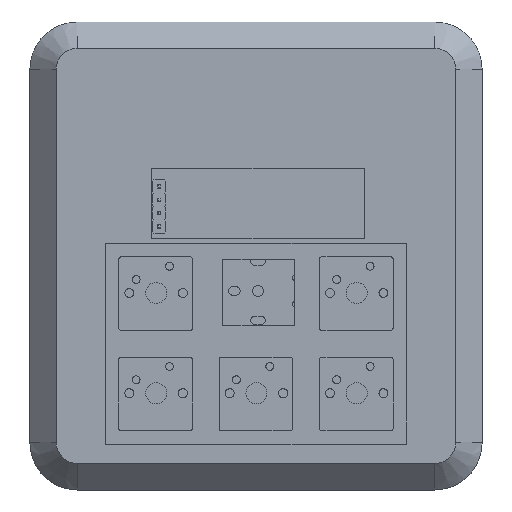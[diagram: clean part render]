
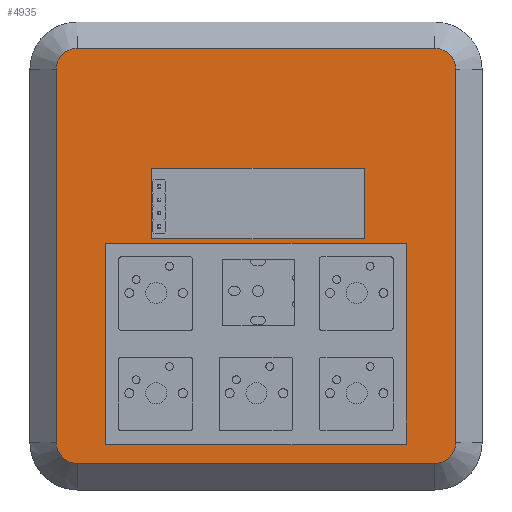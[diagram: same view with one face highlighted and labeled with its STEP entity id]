
A CAD part, top view. The second image highlights one B-rep face of the part: STEP entity #4935.
In plain terms, the highlighted planar face has unit normal (0, 0, 1).
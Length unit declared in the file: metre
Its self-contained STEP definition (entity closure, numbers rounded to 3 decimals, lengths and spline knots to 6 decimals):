
#300=LINE('',#7649,#780);
#303=LINE('',#7655,#783);
#305=LINE('',#7659,#785);
#306=LINE('',#7661,#786);
#308=LINE('',#7665,#788);
#310=LINE('',#7669,#790);
#312=LINE('',#7673,#792);
#314=LINE('',#7677,#794);
#322=LINE('',#7693,#802);
#323=LINE('',#7698,#803);
#324=LINE('',#7702,#804);
#325=LINE('',#7706,#805);
#780=VECTOR('',#6225,1.);
#783=VECTOR('',#6230,1.);
#785=VECTOR('',#6234,1.);
#786=VECTOR('',#6237,1.);
#788=VECTOR('',#6241,1.);
#790=VECTOR('',#6245,1.);
#792=VECTOR('',#6249,1.);
#794=VECTOR('',#6253,1.);
#802=VECTOR('',#6273,1.);
#803=VECTOR('',#6276,1.);
#804=VECTOR('',#6279,1.);
#805=VECTOR('',#6282,1.);
#1556=ORIENTED_EDGE('',*,*,#2670,.T.);
#1557=ORIENTED_EDGE('',*,*,#2671,.T.);
#1558=ORIENTED_EDGE('',*,*,#2672,.T.);
#1559=ORIENTED_EDGE('',*,*,#2673,.T.);
#1560=ORIENTED_EDGE('',*,*,#2674,.T.);
#1561=ORIENTED_EDGE('',*,*,#2675,.T.);
#1562=ORIENTED_EDGE('',*,*,#2676,.T.);
#1563=ORIENTED_EDGE('',*,*,#2677,.T.);
#1564=ORIENTED_EDGE('',*,*,#2658,.F.);
#1565=ORIENTED_EDGE('',*,*,#2656,.T.);
#1566=ORIENTED_EDGE('',*,*,#2662,.T.);
#1567=ORIENTED_EDGE('',*,*,#2660,.F.);
#1568=ORIENTED_EDGE('',*,*,#2653,.F.);
#1569=ORIENTED_EDGE('',*,*,#2654,.T.);
#1570=ORIENTED_EDGE('',*,*,#2648,.T.);
#1571=ORIENTED_EDGE('',*,*,#2651,.F.);
#2648=EDGE_CURVE('',#3249,#3248,#300,.T.);
#2651=EDGE_CURVE('',#3250,#3248,#303,.T.);
#2653=EDGE_CURVE('',#3251,#3250,#305,.T.);
#2654=EDGE_CURVE('',#3251,#3249,#306,.T.);
#2656=EDGE_CURVE('',#3253,#3252,#308,.T.);
#2658=EDGE_CURVE('',#3253,#3254,#310,.T.);
#2660=EDGE_CURVE('',#3254,#3255,#312,.T.);
#2662=EDGE_CURVE('',#3252,#3255,#314,.T.);
#2670=EDGE_CURVE('',#3258,#3259,#322,.T.);
#2671=EDGE_CURVE('',#3259,#3260,#3624,.T.);
#2672=EDGE_CURVE('',#3260,#3261,#323,.T.);
#2673=EDGE_CURVE('',#3261,#3262,#3625,.T.);
#2674=EDGE_CURVE('',#3262,#3263,#324,.T.);
#2675=EDGE_CURVE('',#3263,#3264,#3626,.T.);
#2676=EDGE_CURVE('',#3264,#3265,#325,.T.);
#2677=EDGE_CURVE('',#3265,#3258,#3627,.T.);
#3248=VERTEX_POINT('',#7648);
#3249=VERTEX_POINT('',#7650);
#3250=VERTEX_POINT('',#7654);
#3251=VERTEX_POINT('',#7658);
#3252=VERTEX_POINT('',#7664);
#3253=VERTEX_POINT('',#7666);
#3254=VERTEX_POINT('',#7670);
#3255=VERTEX_POINT('',#7674);
#3258=VERTEX_POINT('',#7694);
#3259=VERTEX_POINT('',#7695);
#3260=VERTEX_POINT('',#7697);
#3261=VERTEX_POINT('',#7699);
#3262=VERTEX_POINT('',#7701);
#3263=VERTEX_POINT('',#7703);
#3264=VERTEX_POINT('',#7705);
#3265=VERTEX_POINT('',#7707);
#3624=CIRCLE('',#5493,0.004);
#3625=CIRCLE('',#5494,0.004);
#3626=CIRCLE('',#5495,0.004);
#3627=CIRCLE('',#5496,0.004);
#3851=EDGE_LOOP('',(#1556,#1557,#1558,#1559,#1560,#1561,#1562,#1563));
#3852=EDGE_LOOP('',(#1564,#1565,#1566,#1567));
#3853=EDGE_LOOP('',(#1568,#1569,#1570,#1571));
#4313=FACE_BOUND('',#3851,.T.);
#4314=FACE_BOUND('',#3852,.T.);
#4315=FACE_BOUND('',#3853,.T.);
#4731=PLANE('',#5492);
#4935=ADVANCED_FACE('',(#4313,#4314,#4315),#4731,.T.);
#5492=AXIS2_PLACEMENT_3D('',#7692,#6271,#6272);
#5493=AXIS2_PLACEMENT_3D('',#7696,#6274,#6275);
#5494=AXIS2_PLACEMENT_3D('',#7700,#6277,#6278);
#5495=AXIS2_PLACEMENT_3D('',#7704,#6280,#6281);
#5496=AXIS2_PLACEMENT_3D('',#7708,#6283,#6284);
#6225=DIRECTION('',(1.,0.,0.));
#6230=DIRECTION('',(0.,1.,0.));
#6234=DIRECTION('',(1.,0.,0.));
#6237=DIRECTION('',(0.,1.,0.));
#6241=DIRECTION('',(1.,0.,0.));
#6245=DIRECTION('',(0.,-1.,0.));
#6249=DIRECTION('',(1.,0.,0.));
#6253=DIRECTION('',(0.,-1.,0.));
#6271=DIRECTION('',(0.,0.,1.));
#6272=DIRECTION('',(1.,0.,0.));
#6273=DIRECTION('',(0.,1.,0.));
#6274=DIRECTION('',(0.,0.,1.));
#6275=DIRECTION('',(1.,0.,0.));
#6276=DIRECTION('',(-1.,0.,0.));
#6277=DIRECTION('',(0.,0.,1.));
#6278=DIRECTION('',(1.,0.,0.));
#6279=DIRECTION('',(0.,-1.,0.));
#6280=DIRECTION('',(0.,0.,1.));
#6281=DIRECTION('',(1.,0.,0.));
#6282=DIRECTION('',(1.,0.,0.));
#6283=DIRECTION('',(0.,0.,1.));
#6284=DIRECTION('',(1.,0.,0.));
#7648=CARTESIAN_POINT('',(0.027875,0.00295,0.012));
#7649=CARTESIAN_POINT('',(-0.0007,0.00295,0.012));
#7650=CARTESIAN_POINT('',(-0.029275,0.00295,0.012));
#7654=CARTESIAN_POINT('',(0.027875,-0.03515,0.012));
#7655=CARTESIAN_POINT('',(0.027875,-0.0161,0.012));
#7658=CARTESIAN_POINT('',(-0.029275,-0.03515,0.012));
#7659=CARTESIAN_POINT('',(-0.0007,-0.03515,0.012));
#7661=CARTESIAN_POINT('',(-0.029275,-0.0161,0.012));
#7664=CARTESIAN_POINT('',(0.019916,0.017207,0.012));
#7665=CARTESIAN_POINT('',(-0.000296,0.017207,0.012));
#7666=CARTESIAN_POINT('',(-0.020508,0.017207,0.012));
#7669=CARTESIAN_POINT('',(-0.020508,0.010505,0.012));
#7670=CARTESIAN_POINT('',(-0.020508,0.003803,0.012));
#7673=CARTESIAN_POINT('',(-0.000296,0.003803,0.012));
#7674=CARTESIAN_POINT('',(0.019916,0.003803,0.012));
#7677=CARTESIAN_POINT('',(0.019916,0.010505,0.012));
#7692=CARTESIAN_POINT('',(-0.00068,0.00059,0.012));
#7693=CARTESIAN_POINT('',(0.03727,0.00059,0.012));
#7694=CARTESIAN_POINT('',(0.03727,-0.034845,0.012));
#7695=CARTESIAN_POINT('',(0.03727,0.036025,0.012));
#7696=CARTESIAN_POINT('',(0.03327,0.036025,0.012));
#7697=CARTESIAN_POINT('',(0.03327,0.040025,0.012));
#7698=CARTESIAN_POINT('',(-0.00068,0.040025,0.012));
#7699=CARTESIAN_POINT('',(-0.03463,0.040025,0.012));
#7700=CARTESIAN_POINT('',(-0.03463,0.036025,0.012));
#7701=CARTESIAN_POINT('',(-0.03863,0.036025,0.012));
#7702=CARTESIAN_POINT('',(-0.03863,-0.034845,0.012));
#7703=CARTESIAN_POINT('',(-0.03863,-0.034845,0.012));
#7704=CARTESIAN_POINT('',(-0.03463,-0.034845,0.012));
#7705=CARTESIAN_POINT('',(-0.03463,-0.038845,0.012));
#7706=CARTESIAN_POINT('',(0.03327,-0.038845,0.012));
#7707=CARTESIAN_POINT('',(0.03327,-0.038845,0.012));
#7708=CARTESIAN_POINT('',(0.03327,-0.034845,0.012));
